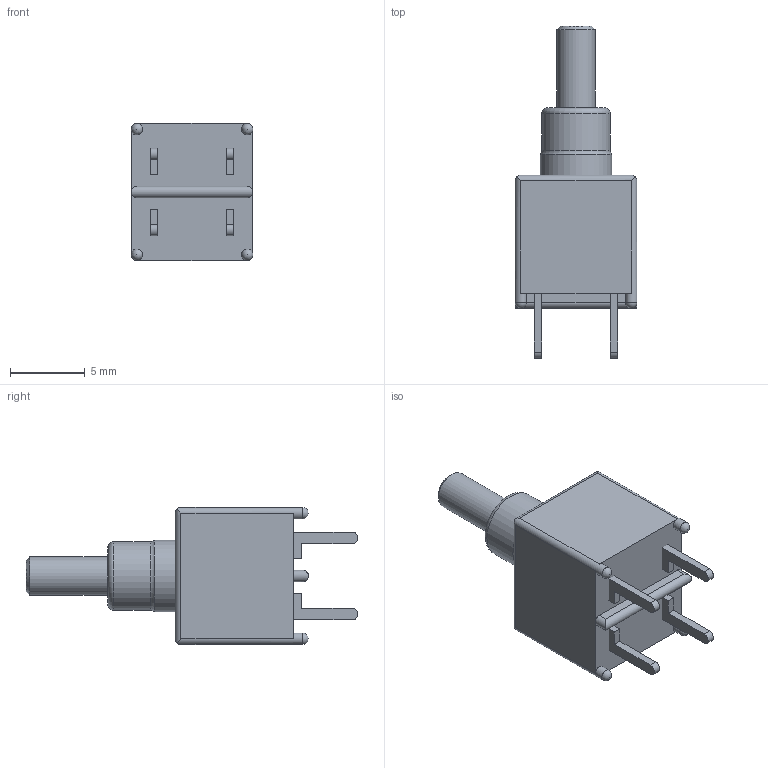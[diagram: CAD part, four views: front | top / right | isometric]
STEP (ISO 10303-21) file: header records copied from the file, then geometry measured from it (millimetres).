
FILE_DESCRIPTION( ( 'STEP AP214' ), '1' );
FILE_NAME( 'EP21SD1CBE.stp', '2018-11-12T09:34:14', ( '' ), ( '' ), ' ', 'PARTsolutions', ' ' );
FILE_SCHEMA( ( 'AUTOMOTIVE_DESIGN { 1 0 10303 214 1 1 1 1 }' ) );
Length unit declared in the file: millimetre
Products named in the file (5): EP21SD1CBE; _EP21C_body; _EP-S_plunger; _EP-D1_bushing; _EP-EP21CB_terminal
Assembly tree (4 placements, depth 2):
  EP21SD1CBE
    _EP21C_body
    _EP-S_plunger
    _EP-D1_bushing
    _EP-EP21CB_terminal
Bounding box: 8.13 x 22.15 x 9.14 mm (x, y, z)
Volume: 714.1 mm3; surface area: 768.8 mm2
Topology: 4 solids, 4 shells, 69 faces, 182 edges, 117 vertices
Faces by surface type: plane 43, cylinder 19, sphere 4, torus 2, cone 1
Full cylindrical faces by diameter (mm): 0.762 x4, 2.54 x1, 2.654 x1, 4.572 x1, 4.788 x1
Entity records: 2618 total; most frequent: DIRECTION 350, CARTESIAN_POINT 344, ORIENTED_EDGE 316, EDGE_CURVE 158, AXIS2_PLACEMENT_3D 118, LINE 114, VECTOR 114, VERTEX_POINT 112
